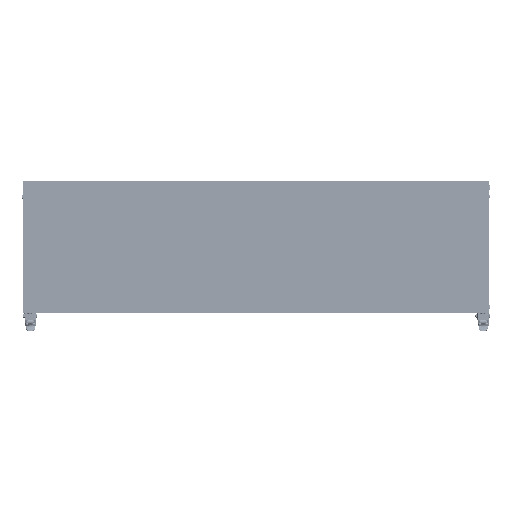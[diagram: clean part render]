
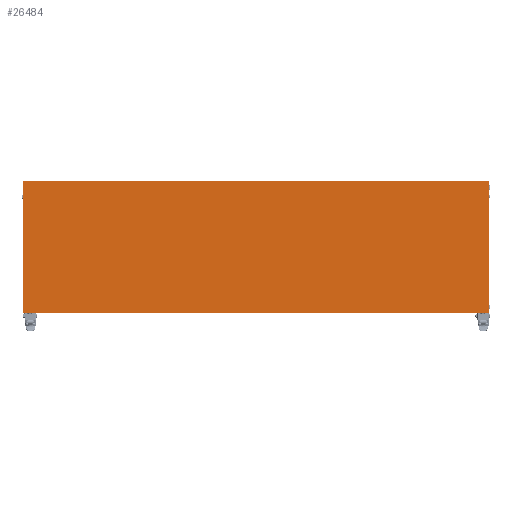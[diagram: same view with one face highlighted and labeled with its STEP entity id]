
A CAD part, top view. The second image highlights one B-rep face of the part: STEP entity #26484.
In plain terms, the highlighted planar face has unit normal (0, 0, 1).
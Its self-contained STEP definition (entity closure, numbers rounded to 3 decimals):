
#26484=ADVANCED_FACE('',(#37997),#37998,.T.);
#37997=FACE_OUTER_BOUND('',#57702,.T.);
#37998=PLANE('',#57703);
#57702=EDGE_LOOP('',(#82167,#82168,#82169,#82170));
#57703=AXIS2_PLACEMENT_3D('',#82171,#82172,#82173);
#82167=ORIENTED_EDGE('',*,*,#115576,.F.);
#82168=ORIENTED_EDGE('',*,*,#115579,.F.);
#82169=ORIENTED_EDGE('',*,*,#115571,.F.);
#82170=ORIENTED_EDGE('',*,*,#115567,.F.);
#82171=CARTESIAN_POINT('',(0.,0.,822.));
#82172=DIRECTION('',(0.0,0.0,1.0));
#82173=DIRECTION('',(1.0,0.0,0.0));
#115567=EDGE_CURVE('',#135124,#135126,#135127,.T.);
#115571=EDGE_CURVE('',#135126,#135132,#135133,.T.);
#115576=EDGE_CURVE('',#135139,#135124,#135141,.T.);
#115579=EDGE_CURVE('',#135132,#135139,#135144,.T.);
#135124=VERTEX_POINT('',#168689);
#135126=VERTEX_POINT('',#168692);
#135127=LINE('',#168693,#168694);
#135132=VERTEX_POINT('',#168701);
#135133=LINE('',#168702,#168703);
#135139=VERTEX_POINT('',#168711);
#135141=LINE('',#168714,#168715);
#135144=LINE('',#168719,#168720);
#168689=CARTESIAN_POINT('',(-705.,-200.,822.));
#168692=CARTESIAN_POINT('',(-705.,200.,822.));
#168693=CARTESIAN_POINT('',(-705.,0.,822.));
#168694=VECTOR('',#198455,1.0);
#168701=CARTESIAN_POINT('',(705.,200.,822.));
#168702=CARTESIAN_POINT('',(0.,200.,822.));
#168703=VECTOR('',#198458,1.0);
#168711=CARTESIAN_POINT('',(705.,-200.,822.));
#168714=CARTESIAN_POINT('',(0.,-200.,822.));
#168715=VECTOR('',#198462,1.0);
#168719=CARTESIAN_POINT('',(705.,0.,822.));
#168720=VECTOR('',#198464,1.0);
#198455=DIRECTION('',(0.0,1.0,0.0));
#198458=DIRECTION('',(1.0,0.0,0.0));
#198462=DIRECTION('',(-1.0,0.0,0.0));
#198464=DIRECTION('',(0.0,-1.0,0.0));
